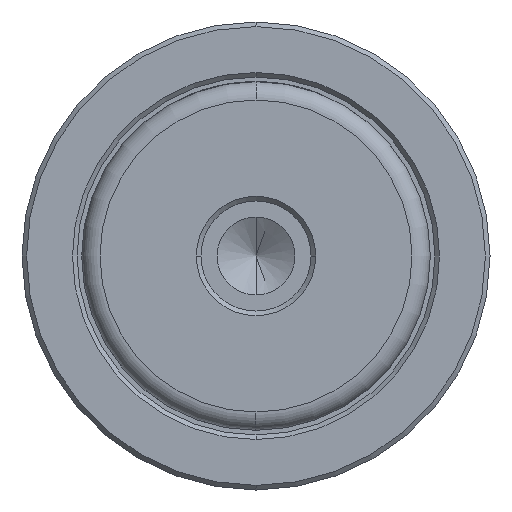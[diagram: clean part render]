
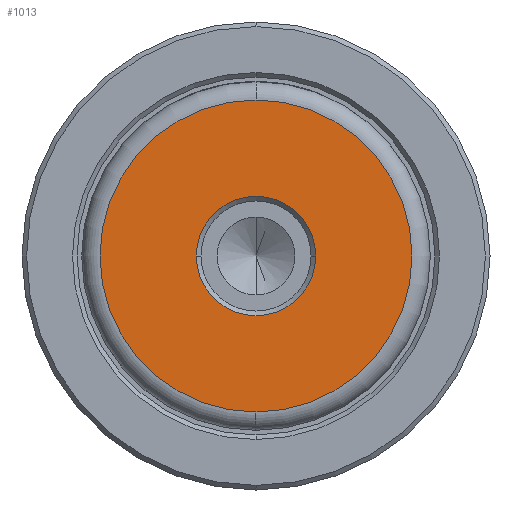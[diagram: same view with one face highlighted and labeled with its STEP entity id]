
A CAD part, left-side view. The second image highlights one B-rep face of the part: STEP entity #1013.
In plain terms, the highlighted planar face has unit normal (-1, 0, 0).
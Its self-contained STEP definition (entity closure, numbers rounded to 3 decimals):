
#16 = CIRCLE ( 'NONE', #1339, 16.997 ) ;
#48 = VERTEX_POINT ( 'NONE', #1527 ) ;
#68 = EDGE_CURVE ( 'NONE', #482, #592, #16, .T. ) ;
#218 = CARTESIAN_POINT ( 'NONE',  ( 0., 0., 0. ) ) ;
#283 = CARTESIAN_POINT ( 'NONE',  ( 0., 0., 16.997 ) ) ;
#359 = ORIENTED_EDGE ( 'NONE', *, *, #483, .T. ) ;
#403 = PLANE ( 'NONE',  #499 ) ;
#445 = CIRCLE ( 'NONE', #818, 16.997 ) ;
#482 = VERTEX_POINT ( 'NONE', #283 ) ;
#483 = EDGE_CURVE ( 'NONE', #2260, #48, #1990, .T. ) ;
#499 = AXIS2_PLACEMENT_3D ( 'NONE', #218, #2098, #966 ) ;
#592 = VERTEX_POINT ( 'NONE', #2198 ) ;
#596 = CARTESIAN_POINT ( 'NONE',  ( 0., 0., 0. ) ) ;
#631 = CARTESIAN_POINT ( 'NONE',  ( 0., 6.5, 0. ) ) ;
#667 = CARTESIAN_POINT ( 'NONE',  ( 0., 0., 0. ) ) ;
#781 = DIRECTION ( 'NONE',  ( 0., 0., 1. ) ) ;
#802 = DIRECTION ( 'NONE',  ( -1., 0., 0. ) ) ;
#818 = AXIS2_PLACEMENT_3D ( 'NONE', #1931, #802, #2120 ) ;
#849 = DIRECTION ( 'NONE',  ( 0., 0., 1. ) ) ;
#860 = FACE_OUTER_BOUND ( 'NONE', #1364, .T. ) ;
#966 = DIRECTION ( 'NONE',  ( 0., 0., 1. ) ) ;
#1013 = ADVANCED_FACE ( 'NONE', ( #1481, #860 ), #403, .T. ) ;
#1025 = CARTESIAN_POINT ( 'NONE',  ( 0., 0., 0. ) ) ;
#1214 = DIRECTION ( 'NONE',  ( 0., 0., 1. ) ) ;
#1339 = AXIS2_PLACEMENT_3D ( 'NONE', #596, #1907, #781 ) ;
#1357 = EDGE_CURVE ( 'NONE', #592, #482, #445, .T. ) ;
#1364 = EDGE_LOOP ( 'NONE', ( #1994, #1845 ) ) ;
#1481 = FACE_BOUND ( 'NONE', #2247, .T. ) ;
#1527 = CARTESIAN_POINT ( 'NONE',  ( 0., -6.5, 0. ) ) ;
#1538 = AXIS2_PLACEMENT_3D ( 'NONE', #1025, #2339, #1214 ) ;
#1654 = ORIENTED_EDGE ( 'NONE', *, *, #1755, .T. ) ;
#1755 = EDGE_CURVE ( 'NONE', #48, #2260, #2296, .T. ) ;
#1804 = AXIS2_PLACEMENT_3D ( 'NONE', #667, #1976, #849 ) ;
#1845 = ORIENTED_EDGE ( 'NONE', *, *, #1357, .T. ) ;
#1907 = DIRECTION ( 'NONE',  ( -1., 0., 0. ) ) ;
#1931 = CARTESIAN_POINT ( 'NONE',  ( 0., 0., 0. ) ) ;
#1976 = DIRECTION ( 'NONE',  ( 1., 0., 0. ) ) ;
#1990 = CIRCLE ( 'NONE', #1804, 6.5 ) ;
#1994 = ORIENTED_EDGE ( 'NONE', *, *, #68, .T. ) ;
#2098 = DIRECTION ( 'NONE',  ( -1., 0., 0. ) ) ;
#2120 = DIRECTION ( 'NONE',  ( 0., 0., 1. ) ) ;
#2198 = CARTESIAN_POINT ( 'NONE',  ( 0., 0., -16.997 ) ) ;
#2247 = EDGE_LOOP ( 'NONE', ( #1654, #359 ) ) ;
#2260 = VERTEX_POINT ( 'NONE', #631 ) ;
#2296 = CIRCLE ( 'NONE', #1538, 6.5 ) ;
#2339 = DIRECTION ( 'NONE',  ( 1., 0., 0. ) ) ;
